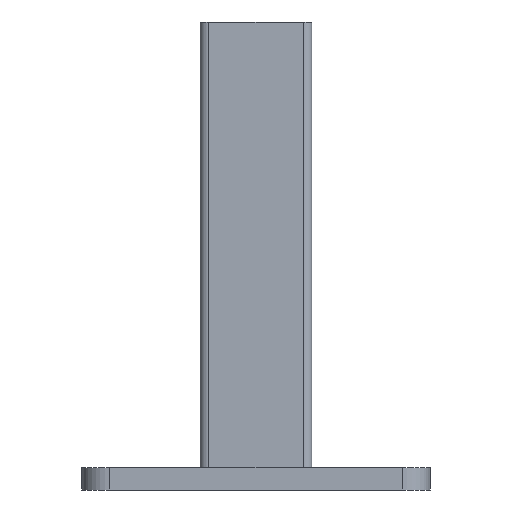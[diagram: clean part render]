
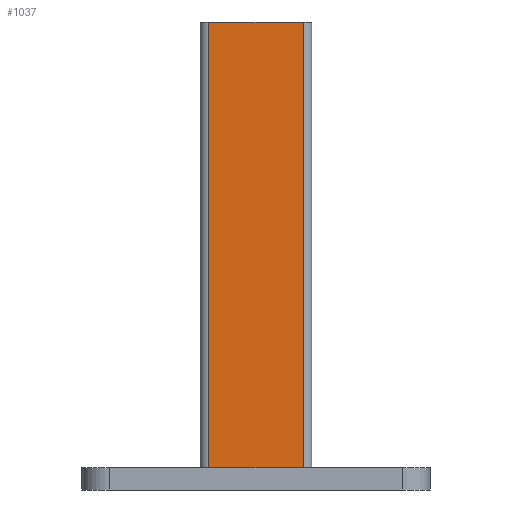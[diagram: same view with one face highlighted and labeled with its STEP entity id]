
A CAD part, front view. The second image highlights one B-rep face of the part: STEP entity #1037.
In plain terms, the highlighted planar face has unit normal (0, -1, 0).
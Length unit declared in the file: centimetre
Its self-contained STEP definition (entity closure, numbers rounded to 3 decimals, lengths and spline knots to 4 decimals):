
#36=PLANE('',#1124);
#67=LINE('',#1543,#167);
#102=LINE('',#1628,#202);
#109=LINE('',#1650,#209);
#112=LINE('',#1661,#212);
#167=VECTOR('',#1234,16.);
#202=VECTOR('',#1317,3.4);
#209=VECTOR('',#1342,16.);
#212=VECTOR('',#1355,3.4);
#302=FACE_OUTER_BOUND('',#362,.T.);
#362=EDGE_LOOP('',(#820,#821,#822,#823));
#470=VERTEX_POINT('',#1540);
#471=VERTEX_POINT('',#1542);
#497=VERTEX_POINT('',#1627);
#503=VERTEX_POINT('',#1649);
#572=EDGE_CURVE('',#471,#470,#67,.T.);
#614=EDGE_CURVE('',#471,#497,#102,.T.);
#625=EDGE_CURVE('',#503,#497,#109,.T.);
#631=EDGE_CURVE('',#503,#470,#112,.T.);
#820=ORIENTED_EDGE('',*,*,#572,.T.);
#821=ORIENTED_EDGE('',*,*,#631,.F.);
#822=ORIENTED_EDGE('',*,*,#625,.T.);
#823=ORIENTED_EDGE('',*,*,#614,.F.);
#1037=ADVANCED_FACE('',(#302),#36,.T.);
#1124=AXIS2_PLACEMENT_3D('',#1660,#1353,#1354);
#1234=DIRECTION('',(0.,0.,-1.));
#1317=DIRECTION('',(1.,0.,0.));
#1342=DIRECTION('',(0.,0.,1.));
#1353=DIRECTION('center_axis',(0.,-1.,0.));
#1354=DIRECTION('ref_axis',(0.,0.,1.));
#1355=DIRECTION('',(-1.,0.,0.));
#1540=CARTESIAN_POINT('',(-1.7,-1.9,0.8));
#1542=CARTESIAN_POINT('',(-1.7,-1.9,16.8));
#1543=CARTESIAN_POINT('',(-1.7,-1.9,12.8));
#1627=CARTESIAN_POINT('',(1.7,-1.9,16.8));
#1628=CARTESIAN_POINT('',(2.2906,-1.9,16.8));
#1649=CARTESIAN_POINT('',(1.7,-1.9,0.8));
#1650=CARTESIAN_POINT('',(1.7,-1.9,8.8));
#1660=CARTESIAN_POINT('Origin',(-0.0023,-1.9,8.8));
#1661=CARTESIAN_POINT('',(-0.0012,-1.9,0.8));
